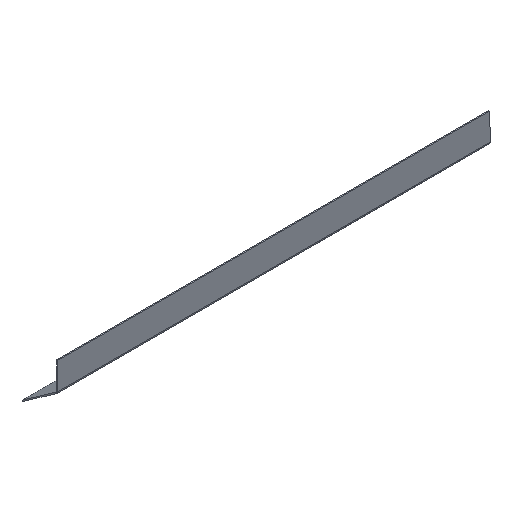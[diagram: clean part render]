
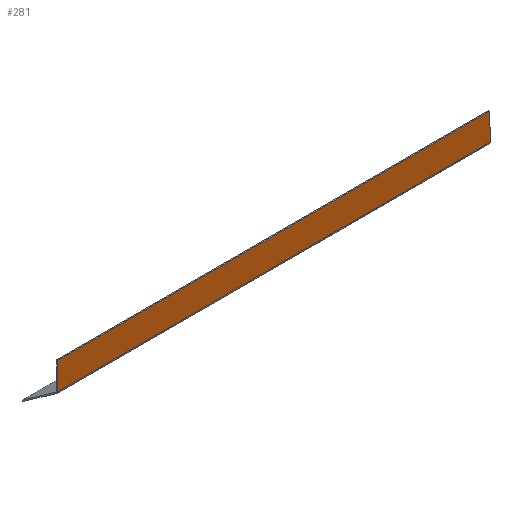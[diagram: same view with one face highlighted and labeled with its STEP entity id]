
A CAD part, isometric view. The second image highlights one B-rep face of the part: STEP entity #281.
In plain terms, the highlighted planar face has unit normal (0, -1, 0).
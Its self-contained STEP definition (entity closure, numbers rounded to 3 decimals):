
#1 = CARTESIAN_POINT ( 'NONE',  ( 304.8, -0.762, -19.129 ) ) ;
#14 = AXIS2_PLACEMENT_3D ( 'NONE', #426, #424, #389 ) ;
#32 = EDGE_CURVE ( 'NONE', #50, #81, #176, .T. ) ;
#44 = EDGE_LOOP ( 'NONE', ( #209, #360, #476, #284 ) ) ;
#50 = VERTEX_POINT ( 'NONE', #454 ) ;
#81 = VERTEX_POINT ( 'NONE', #180 ) ;
#95 = DIRECTION ( 'NONE',  ( 1., 0., 0. ) ) ;
#113 = CARTESIAN_POINT ( 'NONE',  ( 0., -0.762, 0. ) ) ;
#144 = EDGE_CURVE ( 'NONE', #50, #399, #293, .T. ) ;
#154 = VECTOR ( 'NONE', #95, 1000. ) ;
#176 = LINE ( 'NONE', #208, #303 ) ;
#180 = CARTESIAN_POINT ( 'NONE',  ( 0., -0.762, 0. ) ) ;
#184 = DIRECTION ( 'NONE',  ( 0., 0., -1. ) ) ;
#188 = FACE_OUTER_BOUND ( 'NONE', #44, .T. ) ;
#192 = VECTOR ( 'NONE', #184, 1000. ) ;
#193 = EDGE_CURVE ( 'NONE', #81, #483, #231, .T. ) ;
#208 = CARTESIAN_POINT ( 'NONE',  ( 0., -0.762, -20. ) ) ;
#209 = ORIENTED_EDGE ( 'NONE', *, *, #32, .F. ) ;
#229 = VECTOR ( 'NONE', #272, 1000. ) ;
#231 = LINE ( 'NONE', #113, #229 ) ;
#272 = DIRECTION ( 'NONE',  ( 1., 0., 0. ) ) ;
#281 = ADVANCED_FACE ( 'NONE', ( #188 ), #343, .T. ) ;
#284 = ORIENTED_EDGE ( 'NONE', *, *, #193, .F. ) ;
#293 = LINE ( 'NONE', #446, #154 ) ;
#303 = VECTOR ( 'NONE', #332, 1000. ) ;
#332 = DIRECTION ( 'NONE',  ( 0., 0., 1. ) ) ;
#338 = CARTESIAN_POINT ( 'NONE',  ( 304.8, -0.762, -20. ) ) ;
#343 = PLANE ( 'NONE',  #14 ) ;
#345 = CARTESIAN_POINT ( 'NONE',  ( 304.8, -0.762, 0. ) ) ;
#360 = ORIENTED_EDGE ( 'NONE', *, *, #144, .T. ) ;
#378 = LINE ( 'NONE', #338, #192 ) ;
#389 = DIRECTION ( 'NONE',  ( 0., 0., -1. ) ) ;
#399 = VERTEX_POINT ( 'NONE', #1 ) ;
#424 = DIRECTION ( 'NONE',  ( 0., -1., 0. ) ) ;
#426 = CARTESIAN_POINT ( 'NONE',  ( 0., -0.762, 0. ) ) ;
#446 = CARTESIAN_POINT ( 'NONE',  ( 0., -0.762, -19.129 ) ) ;
#454 = CARTESIAN_POINT ( 'NONE',  ( 0., -0.762, -19.129 ) ) ;
#476 = ORIENTED_EDGE ( 'NONE', *, *, #488, .F. ) ;
#483 = VERTEX_POINT ( 'NONE', #345 ) ;
#488 = EDGE_CURVE ( 'NONE', #483, #399, #378, .T. ) ;
